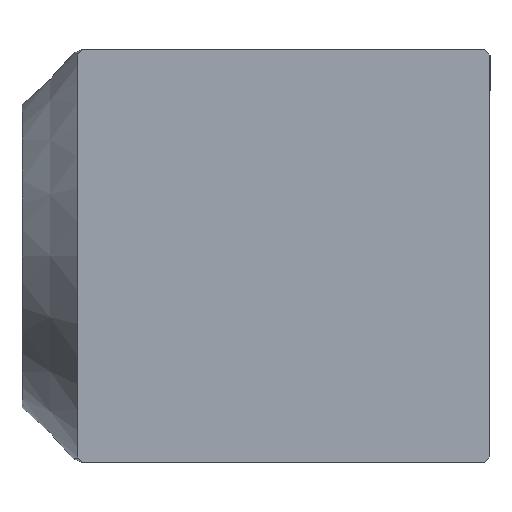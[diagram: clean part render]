
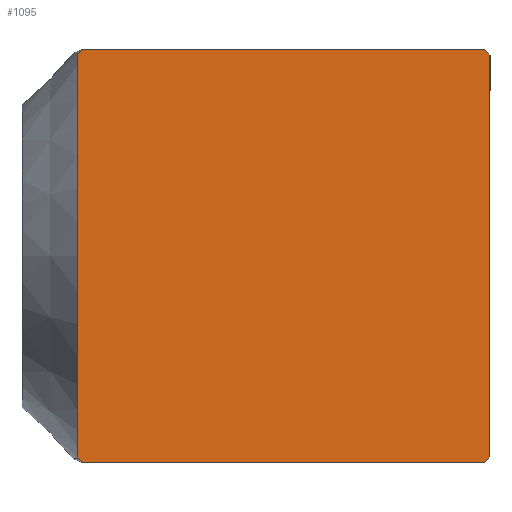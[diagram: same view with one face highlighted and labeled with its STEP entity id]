
A CAD part, left-side view. The second image highlights one B-rep face of the part: STEP entity #1095.
In plain terms, the highlighted planar face has unit normal (-1, 0, 0).
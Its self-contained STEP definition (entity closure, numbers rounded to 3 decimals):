
#78=FACE_OUTER_BOUND('',#149,.T.);
#149=EDGE_LOOP('',(#729,#730,#731,#732,#733,#734,#735,#736));
#227=LINE('',#1608,#354);
#228=LINE('',#1610,#355);
#229=LINE('',#1612,#356);
#230=LINE('',#1614,#357);
#231=LINE('',#1616,#358);
#232=LINE('',#1618,#359);
#233=LINE('',#1620,#360);
#234=LINE('',#1621,#361);
#354=VECTOR('',#1284,10.);
#355=VECTOR('',#1285,10.);
#356=VECTOR('',#1286,10.);
#357=VECTOR('',#1287,10.);
#358=VECTOR('',#1288,10.);
#359=VECTOR('',#1289,10.);
#360=VECTOR('',#1290,10.);
#361=VECTOR('',#1291,10.);
#481=VERTEX_POINT('',#1606);
#482=VERTEX_POINT('',#1607);
#483=VERTEX_POINT('',#1609);
#484=VERTEX_POINT('',#1611);
#485=VERTEX_POINT('',#1613);
#486=VERTEX_POINT('',#1615);
#487=VERTEX_POINT('',#1617);
#488=VERTEX_POINT('',#1619);
#571=EDGE_CURVE('',#481,#482,#227,.T.);
#572=EDGE_CURVE('',#483,#481,#228,.T.);
#573=EDGE_CURVE('',#484,#483,#229,.T.);
#574=EDGE_CURVE('',#485,#484,#230,.T.);
#575=EDGE_CURVE('',#486,#485,#231,.T.);
#576=EDGE_CURVE('',#487,#486,#232,.T.);
#577=EDGE_CURVE('',#488,#487,#233,.T.);
#578=EDGE_CURVE('',#482,#488,#234,.T.);
#729=ORIENTED_EDGE('',*,*,#571,.F.);
#730=ORIENTED_EDGE('',*,*,#572,.F.);
#731=ORIENTED_EDGE('',*,*,#573,.F.);
#732=ORIENTED_EDGE('',*,*,#574,.F.);
#733=ORIENTED_EDGE('',*,*,#575,.F.);
#734=ORIENTED_EDGE('',*,*,#576,.F.);
#735=ORIENTED_EDGE('',*,*,#577,.F.);
#736=ORIENTED_EDGE('',*,*,#578,.F.);
#1045=PLANE('',#1181);
#1095=ADVANCED_FACE('',(#78),#1045,.F.);
#1181=AXIS2_PLACEMENT_3D('',#1605,#1282,#1283);
#1282=DIRECTION('center_axis',(1.,0.,0.));
#1283=DIRECTION('ref_axis',(0.,0.,-1.));
#1284=DIRECTION('',(0.,0.,-1.));
#1285=DIRECTION('',(0.,-0.707,-0.707));
#1286=DIRECTION('',(0.,-1.,0.));
#1287=DIRECTION('',(0.,-0.707,0.707));
#1288=DIRECTION('',(0.,0.,1.));
#1289=DIRECTION('',(0.,0.707,0.707));
#1290=DIRECTION('',(0.,1.,0.));
#1291=DIRECTION('',(0.,0.707,-0.707));
#1605=CARTESIAN_POINT('Origin',(0.,8.81,7.5));
#1606=CARTESIAN_POINT('',(0.,0.31,14.8));
#1607=CARTESIAN_POINT('',(0.,0.31,0.2));
#1608=CARTESIAN_POINT('',(0.,0.31,7.5));
#1609=CARTESIAN_POINT('',(0.,0.51,15.));
#1610=CARTESIAN_POINT('',(0.,0.66,15.15));
#1611=CARTESIAN_POINT('',(0.,15.11,15.));
#1612=CARTESIAN_POINT('',(0.,4.56,15.));
#1613=CARTESIAN_POINT('',(0.,15.31,14.8));
#1614=CARTESIAN_POINT('',(0.,15.46,14.65));
#1615=CARTESIAN_POINT('',(0.,15.31,0.2));
#1616=CARTESIAN_POINT('',(0.,15.31,7.5));
#1617=CARTESIAN_POINT('',(0.,15.11,0.));
#1618=CARTESIAN_POINT('',(0.,15.46,0.35));
#1619=CARTESIAN_POINT('',(0.,0.51,0.));
#1620=CARTESIAN_POINT('',(0.,4.56,0.));
#1621=CARTESIAN_POINT('',(0.,0.66,-0.15));
